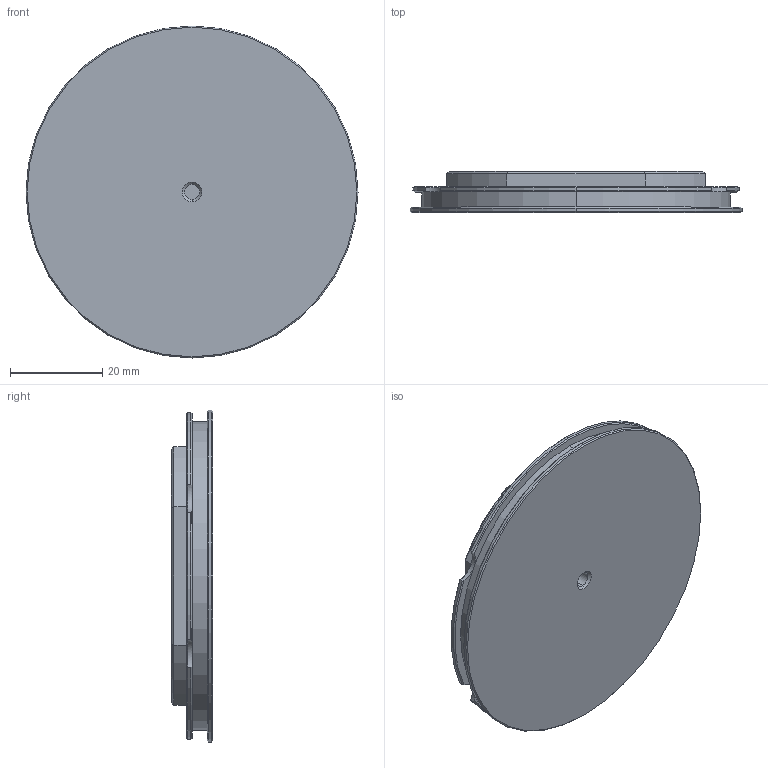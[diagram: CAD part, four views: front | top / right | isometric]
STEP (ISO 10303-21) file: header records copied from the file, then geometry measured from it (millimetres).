
FILE_DESCRIPTION (( 'STEP AP214' ), '1' );
FILE_NAME ('2.3.7.6_L60F-PM_60 mm笼式固定笼式立方体平台，带M4安装孔.STEP', '2021-09-13T05:33:44', ( 'Microsoft' ), ( 'Microsoft' ), 'SwSTEP 2.0', 'SolidWorks 2018', '' );
FILE_SCHEMA (( 'AUTOMOTIVE_DESIGN' ));
Length unit declared in the file: millimetre
Products named in the file (1): 2.3.7.6_L60F-PM_60 mm笼式固定笼式立方体平台，带M4安装孔
Bounding box: 71.9 x 8.9 x 71.9 mm (x, y, z)
Surface area: 11724.8 mm2 (no closed solid volume)
Topology: 0 solids, 1 shells, 170 faces, 482 edges, 303 vertices
Faces by surface type: plane 63, cone 56, cylinder 51
Entity records: 7530 total; most frequent: CARTESIAN_POINT 1220, DIRECTION 959, ORIENTED_EDGE 930, EDGE_CURVE 482, AXIS2_PLACEMENT_3D 394, VERTEX_POINT 303, CIRCLE 223, EDGE_LOOP 176
